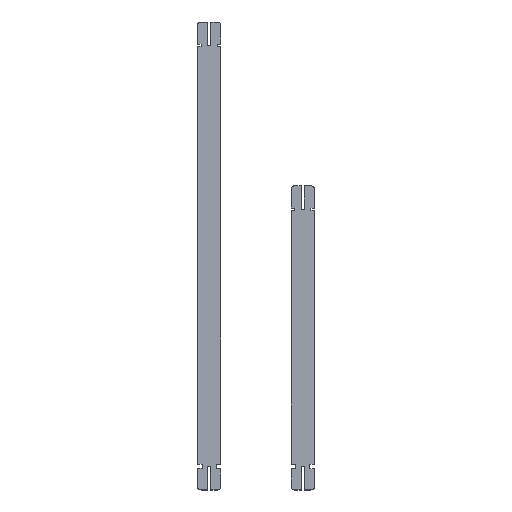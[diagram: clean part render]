
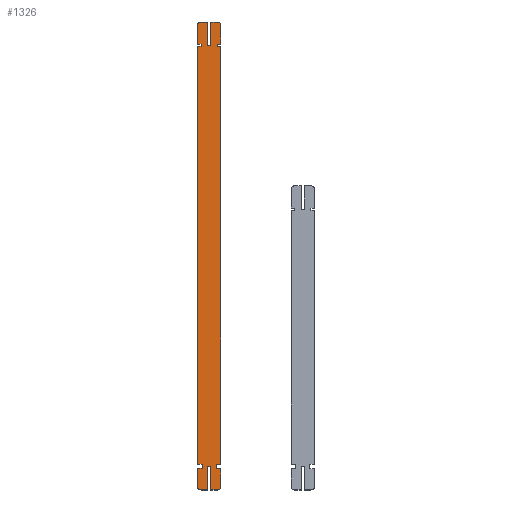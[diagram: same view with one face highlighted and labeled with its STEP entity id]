
A CAD part, top view. The second image highlights one B-rep face of the part: STEP entity #1326.
In plain terms, the highlighted planar face has unit normal (0, 0, 1).
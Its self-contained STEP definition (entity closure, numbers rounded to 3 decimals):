
#46=PLANE('',#1417);
#110=FACE_OUTER_BOUND('',#178,.T.);
#178=EDGE_LOOP('',(#1061,#1062,#1063,#1064,#1065,#1066,#1067,#1068,#1069,
#1070,#1071,#1072,#1073,#1074,#1075,#1076,#1077,#1078,#1079,#1080,#1081,
#1082,#1083,#1084,#1085,#1086,#1087,#1088,#1089,#1090,#1091,#1092));
#217=LINE('',#1821,#393);
#248=LINE('',#1891,#424);
#252=LINE('',#1901,#428);
#255=LINE('',#1910,#431);
#258=LINE('',#1916,#434);
#260=LINE('',#1920,#436);
#262=LINE('',#1923,#438);
#264=LINE('',#1928,#440);
#266=LINE('',#1932,#442);
#268=LINE('',#1935,#444);
#269=LINE('',#1938,#445);
#271=LINE('',#1942,#447);
#273=LINE('',#1946,#449);
#276=LINE('',#1952,#452);
#278=LINE('',#1956,#454);
#280=LINE('',#1960,#456);
#282=LINE('',#1963,#458);
#283=LINE('',#1965,#459);
#284=LINE('',#1967,#460);
#286=LINE('',#1972,#462);
#288=LINE('',#1975,#464);
#290=LINE('',#1979,#466);
#292=LINE('',#1984,#468);
#295=LINE('',#1990,#471);
#297=LINE('',#1993,#473);
#298=LINE('',#1995,#474);
#299=LINE('',#1997,#475);
#300=LINE('',#1999,#476);
#393=VECTOR('',#1474,10.);
#424=VECTOR('',#1519,10.);
#428=VECTOR('',#1529,10.);
#431=VECTOR('',#1538,10.);
#434=VECTOR('',#1543,10.);
#436=VECTOR('',#1547,10.);
#438=VECTOR('',#1551,10.);
#440=VECTOR('',#1555,10.);
#442=VECTOR('',#1559,10.);
#444=VECTOR('',#1563,10.);
#445=VECTOR('',#1566,10.);
#447=VECTOR('',#1570,10.);
#449=VECTOR('',#1574,10.);
#452=VECTOR('',#1579,10.);
#454=VECTOR('',#1583,10.);
#456=VECTOR('',#1587,10.);
#458=VECTOR('',#1591,10.);
#459=VECTOR('',#1594,10.);
#460=VECTOR('',#1597,10.);
#462=VECTOR('',#1601,10.);
#464=VECTOR('',#1605,10.);
#466=VECTOR('',#1609,10.);
#468=VECTOR('',#1613,10.);
#471=VECTOR('',#1618,10.);
#473=VECTOR('',#1622,10.);
#474=VECTOR('',#1625,10.);
#475=VECTOR('',#1628,10.);
#476=VECTOR('',#1631,10.);
#565=CIRCLE('',#1377,1.5);
#570=CIRCLE('',#1385,1.5);
#571=CIRCLE('',#1388,1.5);
#572=CIRCLE('',#1391,1.5);
#581=VERTEX_POINT('',#1808);
#582=VERTEX_POINT('',#1809);
#586=VERTEX_POINT('',#1819);
#616=VERTEX_POINT('',#1883);
#617=VERTEX_POINT('',#1884);
#618=VERTEX_POINT('',#1889);
#619=VERTEX_POINT('',#1893);
#620=VERTEX_POINT('',#1894);
#621=VERTEX_POINT('',#1899);
#622=VERTEX_POINT('',#1903);
#623=VERTEX_POINT('',#1904);
#624=VERTEX_POINT('',#1909);
#625=VERTEX_POINT('',#1913);
#626=VERTEX_POINT('',#1915);
#627=VERTEX_POINT('',#1919);
#628=VERTEX_POINT('',#1925);
#629=VERTEX_POINT('',#1927);
#630=VERTEX_POINT('',#1931);
#631=VERTEX_POINT('',#1937);
#632=VERTEX_POINT('',#1941);
#633=VERTEX_POINT('',#1945);
#634=VERTEX_POINT('',#1949);
#635=VERTEX_POINT('',#1951);
#636=VERTEX_POINT('',#1955);
#637=VERTEX_POINT('',#1959);
#638=VERTEX_POINT('',#1969);
#639=VERTEX_POINT('',#1971);
#640=VERTEX_POINT('',#1977);
#641=VERTEX_POINT('',#1981);
#642=VERTEX_POINT('',#1983);
#643=VERTEX_POINT('',#1987);
#644=VERTEX_POINT('',#1989);
#709=EDGE_CURVE('',#581,#582,#565,.F.);
#715=EDGE_CURVE('',#581,#586,#217,.T.);
#746=EDGE_CURVE('',#616,#617,#570,.F.);
#750=EDGE_CURVE('',#616,#618,#248,.T.);
#751=EDGE_CURVE('',#619,#620,#571,.F.);
#755=EDGE_CURVE('',#619,#621,#252,.T.);
#756=EDGE_CURVE('',#622,#623,#572,.F.);
#759=EDGE_CURVE('',#624,#623,#255,.T.);
#762=EDGE_CURVE('',#626,#625,#258,.F.);
#764=EDGE_CURVE('',#627,#626,#260,.F.);
#766=EDGE_CURVE('',#621,#627,#262,.F.);
#768=EDGE_CURVE('',#629,#628,#264,.F.);
#770=EDGE_CURVE('',#630,#629,#266,.F.);
#772=EDGE_CURVE('',#586,#630,#268,.F.);
#773=EDGE_CURVE('',#631,#624,#269,.F.);
#775=EDGE_CURVE('',#632,#631,#271,.F.);
#777=EDGE_CURVE('',#633,#632,#273,.F.);
#780=EDGE_CURVE('',#635,#634,#276,.F.);
#782=EDGE_CURVE('',#636,#635,#278,.F.);
#784=EDGE_CURVE('',#637,#636,#280,.F.);
#786=EDGE_CURVE('',#628,#633,#282,.T.);
#787=EDGE_CURVE('',#634,#617,#283,.T.);
#788=EDGE_CURVE('',#625,#637,#284,.T.);
#790=EDGE_CURVE('',#639,#638,#286,.F.);
#792=EDGE_CURVE('',#618,#639,#288,.T.);
#794=EDGE_CURVE('',#638,#640,#290,.T.);
#796=EDGE_CURVE('',#642,#641,#292,.T.);
#799=EDGE_CURVE('',#644,#643,#295,.T.);
#801=EDGE_CURVE('',#641,#644,#297,.F.);
#802=EDGE_CURVE('',#622,#642,#298,.T.);
#803=EDGE_CURVE('',#643,#620,#299,.T.);
#804=EDGE_CURVE('',#640,#582,#300,.T.);
#1061=ORIENTED_EDGE('',*,*,#709,.F.);
#1062=ORIENTED_EDGE('',*,*,#715,.T.);
#1063=ORIENTED_EDGE('',*,*,#772,.T.);
#1064=ORIENTED_EDGE('',*,*,#770,.T.);
#1065=ORIENTED_EDGE('',*,*,#768,.T.);
#1066=ORIENTED_EDGE('',*,*,#786,.T.);
#1067=ORIENTED_EDGE('',*,*,#777,.T.);
#1068=ORIENTED_EDGE('',*,*,#775,.T.);
#1069=ORIENTED_EDGE('',*,*,#773,.T.);
#1070=ORIENTED_EDGE('',*,*,#759,.T.);
#1071=ORIENTED_EDGE('',*,*,#756,.F.);
#1072=ORIENTED_EDGE('',*,*,#802,.T.);
#1073=ORIENTED_EDGE('',*,*,#796,.T.);
#1074=ORIENTED_EDGE('',*,*,#801,.T.);
#1075=ORIENTED_EDGE('',*,*,#799,.T.);
#1076=ORIENTED_EDGE('',*,*,#803,.T.);
#1077=ORIENTED_EDGE('',*,*,#751,.F.);
#1078=ORIENTED_EDGE('',*,*,#755,.T.);
#1079=ORIENTED_EDGE('',*,*,#766,.T.);
#1080=ORIENTED_EDGE('',*,*,#764,.T.);
#1081=ORIENTED_EDGE('',*,*,#762,.T.);
#1082=ORIENTED_EDGE('',*,*,#788,.T.);
#1083=ORIENTED_EDGE('',*,*,#784,.T.);
#1084=ORIENTED_EDGE('',*,*,#782,.T.);
#1085=ORIENTED_EDGE('',*,*,#780,.T.);
#1086=ORIENTED_EDGE('',*,*,#787,.T.);
#1087=ORIENTED_EDGE('',*,*,#746,.F.);
#1088=ORIENTED_EDGE('',*,*,#750,.T.);
#1089=ORIENTED_EDGE('',*,*,#792,.T.);
#1090=ORIENTED_EDGE('',*,*,#790,.T.);
#1091=ORIENTED_EDGE('',*,*,#794,.T.);
#1092=ORIENTED_EDGE('',*,*,#804,.T.);
#1326=ADVANCED_FACE('',(#110),#46,.T.);
#1377=AXIS2_PLACEMENT_3D('',#1810,#1464,#1465);
#1385=AXIS2_PLACEMENT_3D('',#1885,#1512,#1513);
#1388=AXIS2_PLACEMENT_3D('',#1895,#1522,#1523);
#1391=AXIS2_PLACEMENT_3D('',#1905,#1532,#1533);
#1417=AXIS2_PLACEMENT_3D('',#2000,#1632,#1633);
#1464=DIRECTION('center_axis',(0.,0.,1.));
#1465=DIRECTION('ref_axis',(0.707,-0.707,0.));
#1474=DIRECTION('',(0.,1.,0.));
#1512=DIRECTION('center_axis',(0.,0.,1.));
#1513=DIRECTION('ref_axis',(-0.707,-0.707,0.));
#1519=DIRECTION('',(1.,0.,0.));
#1522=DIRECTION('center_axis',(0.,0.,1.));
#1523=DIRECTION('ref_axis',(-0.707,0.707,0.));
#1529=DIRECTION('',(0.,-1.,0.));
#1532=DIRECTION('center_axis',(0.,0.,1.));
#1533=DIRECTION('ref_axis',(0.707,0.707,0.));
#1538=DIRECTION('',(0.,1.,0.));
#1543=DIRECTION('',(1.,0.,0.));
#1547=DIRECTION('',(0.,1.,0.));
#1551=DIRECTION('',(-1.,0.,0.));
#1555=DIRECTION('',(-1.,0.,0.));
#1559=DIRECTION('',(0.,-1.,0.));
#1563=DIRECTION('',(1.,0.,0.));
#1566=DIRECTION('',(-1.,0.,0.));
#1570=DIRECTION('',(0.,-1.,0.));
#1574=DIRECTION('',(1.,0.,0.));
#1579=DIRECTION('',(1.,0.,0.));
#1583=DIRECTION('',(0.,1.,0.));
#1587=DIRECTION('',(-1.,0.,0.));
#1591=DIRECTION('',(0.,1.,0.));
#1594=DIRECTION('',(0.,-1.,0.));
#1597=DIRECTION('',(0.,-1.,0.));
#1601=DIRECTION('',(-1.,0.,0.));
#1605=DIRECTION('',(0.,1.,0.));
#1609=DIRECTION('',(0.,-1.,0.));
#1613=DIRECTION('',(0.,-1.,0.));
#1618=DIRECTION('',(0.,1.,0.));
#1622=DIRECTION('',(1.,0.,0.));
#1625=DIRECTION('',(-1.,0.,0.));
#1628=DIRECTION('',(-1.,0.,0.));
#1631=DIRECTION('',(1.,0.,0.));
#1632=DIRECTION('center_axis',(0.,0.,1.));
#1633=DIRECTION('ref_axis',(1.,0.,0.));
#1808=CARTESIAN_POINT('',(5.,-98.5,8.));
#1809=CARTESIAN_POINT('',(3.5,-100.,8.));
#1810=CARTESIAN_POINT('Origin',(3.5,-98.5,8.));
#1819=CARTESIAN_POINT('',(5.,-90.968,8.));
#1821=CARTESIAN_POINT('',(5.,-50.,8.));
#1883=CARTESIAN_POINT('',(-3.5,-100.,8.));
#1884=CARTESIAN_POINT('',(-5.,-98.5,8.));
#1885=CARTESIAN_POINT('Origin',(-3.5,-98.5,8.));
#1889=CARTESIAN_POINT('',(-0.65,-100.,8.));
#1891=CARTESIAN_POINT('',(-2.5,-100.,8.));
#1893=CARTESIAN_POINT('',(-5.,98.5,8.));
#1894=CARTESIAN_POINT('',(-3.5,100.,8.));
#1895=CARTESIAN_POINT('Origin',(-3.5,98.5,8.));
#1899=CARTESIAN_POINT('',(-5.,90.5,8.));
#1901=CARTESIAN_POINT('',(-5.,50.,8.));
#1903=CARTESIAN_POINT('',(3.5,100.,8.));
#1904=CARTESIAN_POINT('',(5.,98.5,8.));
#1905=CARTESIAN_POINT('Origin',(3.5,98.5,8.));
#1909=CARTESIAN_POINT('',(5.,90.5,8.));
#1910=CARTESIAN_POINT('',(5.,-50.,8.));
#1913=CARTESIAN_POINT('',(-5.,89.542,8.));
#1915=CARTESIAN_POINT('',(-3.5,89.542,8.));
#1916=CARTESIAN_POINT('',(-2.25,89.542,8.));
#1919=CARTESIAN_POINT('',(-3.5,90.5,8.));
#1920=CARTESIAN_POINT('',(-3.5,45.25,8.));
#1923=CARTESIAN_POINT('',(-2.5,90.5,8.));
#1925=CARTESIAN_POINT('',(5.,-89.,8.));
#1927=CARTESIAN_POINT('',(3.,-89.,8.));
#1928=CARTESIAN_POINT('',(2.,-89.,8.));
#1931=CARTESIAN_POINT('',(3.,-90.968,8.));
#1932=CARTESIAN_POINT('',(3.,-45.484,8.));
#1935=CARTESIAN_POINT('',(2.5,-90.968,8.));
#1937=CARTESIAN_POINT('',(3.5,90.5,8.));
#1938=CARTESIAN_POINT('',(2.25,90.5,8.));
#1941=CARTESIAN_POINT('',(3.5,89.542,8.));
#1942=CARTESIAN_POINT('',(3.5,44.771,8.));
#1945=CARTESIAN_POINT('',(5.,89.542,8.));
#1946=CARTESIAN_POINT('',(2.5,89.542,8.));
#1949=CARTESIAN_POINT('',(-5.,-90.817,8.));
#1951=CARTESIAN_POINT('',(-3.,-90.817,8.));
#1952=CARTESIAN_POINT('',(-2.,-90.817,8.));
#1955=CARTESIAN_POINT('',(-3.,-89.,8.));
#1956=CARTESIAN_POINT('',(-3.,-44.5,8.));
#1959=CARTESIAN_POINT('',(-5.,-89.,8.));
#1960=CARTESIAN_POINT('',(-2.5,-89.,8.));
#1963=CARTESIAN_POINT('',(5.,-50.,8.));
#1965=CARTESIAN_POINT('',(-5.,50.,8.));
#1967=CARTESIAN_POINT('',(-5.,50.,8.));
#1969=CARTESIAN_POINT('',(0.65,-90.,8.));
#1971=CARTESIAN_POINT('',(-0.65,-90.,8.));
#1972=CARTESIAN_POINT('',(-0.5,-90.,8.));
#1975=CARTESIAN_POINT('',(-0.65,-50.,8.));
#1977=CARTESIAN_POINT('',(0.65,-100.,8.));
#1979=CARTESIAN_POINT('',(0.65,-45.,8.));
#1981=CARTESIAN_POINT('',(0.65,90.,8.));
#1983=CARTESIAN_POINT('',(0.65,100.,8.));
#1984=CARTESIAN_POINT('',(0.65,50.,8.));
#1987=CARTESIAN_POINT('',(-0.65,100.,8.));
#1989=CARTESIAN_POINT('',(-0.65,90.,8.));
#1990=CARTESIAN_POINT('',(-0.65,45.,8.));
#1993=CARTESIAN_POINT('',(0.5,90.,8.));
#1995=CARTESIAN_POINT('',(2.5,100.,8.));
#1997=CARTESIAN_POINT('',(2.5,100.,8.));
#1999=CARTESIAN_POINT('',(-2.5,-100.,8.));
#2000=CARTESIAN_POINT('Origin',(0.,0.,8.));
